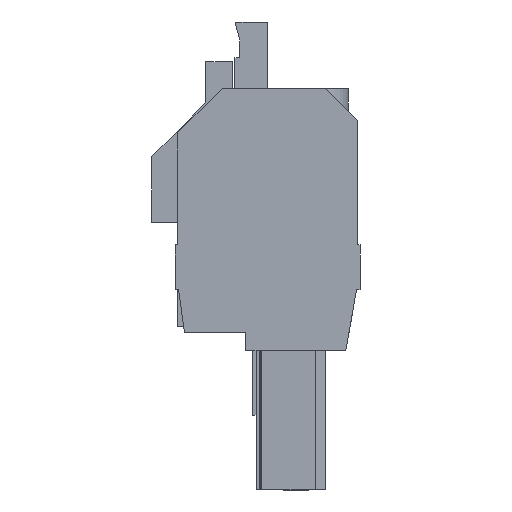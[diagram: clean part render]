
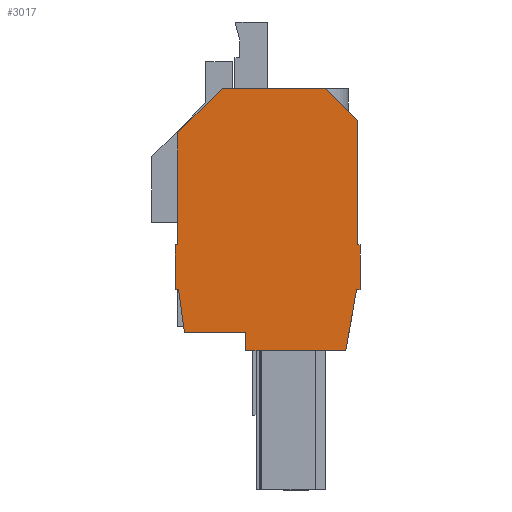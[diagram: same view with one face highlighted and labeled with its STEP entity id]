
A CAD part, left-side view. The second image highlights one B-rep face of the part: STEP entity #3017.
In plain terms, the highlighted planar face has unit normal (-1, 0, 0).
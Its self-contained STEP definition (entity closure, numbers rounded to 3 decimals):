
#2928=AXIS2_PLACEMENT_3D('Plane Axis2P3D',#2925,#2926,#2927) ;
#111=CARTESIAN_POINT('Vertex',(0.,20.3,27.3)) ;
#116=CARTESIAN_POINT('Line Origine',(0.,20.3,33.532)) ;
#120=CARTESIAN_POINT('Vertex',(0.,20.3,39.764)) ;
#247=CARTESIAN_POINT('Vertex',(0.,0.3,27.3)) ;
#494=CARTESIAN_POINT('Vertex',(0.,0.3,41.114)) ;
#497=CARTESIAN_POINT('Line Origine',(0.,0.3,34.207)) ;
#2265=CARTESIAN_POINT('Vertex',(0.,0.404,22.3)) ;
#2268=CARTESIAN_POINT('Line Origine',(0.,1.004,18.9)) ;
#2272=CARTESIAN_POINT('Vertex',(0.,1.603,15.5)) ;
#2323=CARTESIAN_POINT('Vertex',(0.,19.557,17.5)) ;
#2326=CARTESIAN_POINT('Line Origine',(0.,19.895,19.9)) ;
#2330=CARTESIAN_POINT('Vertex',(0.,20.232,22.3)) ;
#2790=CARTESIAN_POINT('Vertex',(0.,3.886,44.7)) ;
#2793=CARTESIAN_POINT('Line Origine',(0.,2.093,42.907)) ;
#2925=CARTESIAN_POINT('Axis2P3D Location',(0.,0.,0.)) ;
#2930=CARTESIAN_POINT('Line Origine',(0.,20.6,24.8)) ;
#2934=CARTESIAN_POINT('Vertex',(0.,20.6,27.3)) ;
#2936=CARTESIAN_POINT('Vertex',(0.,20.6,22.3)) ;
#2939=CARTESIAN_POINT('Line Origine',(0.,20.416,22.3)) ;
#2944=CARTESIAN_POINT('Line Origine',(0.,16.14,17.5)) ;
#2948=CARTESIAN_POINT('Vertex',(0.,12.723,17.5)) ;
#2951=CARTESIAN_POINT('Line Origine',(0.,12.723,16.5)) ;
#2955=CARTESIAN_POINT('Vertex',(0.,12.723,15.5)) ;
#2958=CARTESIAN_POINT('Line Origine',(0.,7.163,15.5)) ;
#2963=CARTESIAN_POINT('Line Origine',(0.,0.202,22.3)) ;
#2967=CARTESIAN_POINT('Vertex',(0.,0.,22.3)) ;
#2970=CARTESIAN_POINT('Line Origine',(0.,0.,24.8)) ;
#2974=CARTESIAN_POINT('Vertex',(0.,0.,27.3)) ;
#2977=CARTESIAN_POINT('Line Origine',(0.,0.15,27.3)) ;
#2982=CARTESIAN_POINT('Line Origine',(0.,9.625,44.7)) ;
#2986=CARTESIAN_POINT('Vertex',(0.,15.364,44.7)) ;
#2989=CARTESIAN_POINT('Line Origine',(0.,17.832,42.232)) ;
#2994=CARTESIAN_POINT('Line Origine',(0.,20.45,27.3)) ;
#117=DIRECTION('Vector Direction',(0.,0.,1.)) ;
#498=DIRECTION('Vector Direction',(0.,0.,-1.)) ;
#2269=DIRECTION('Vector Direction',(0.,0.174,-0.985)) ;
#2327=DIRECTION('Vector Direction',(0.,-0.139,-0.99)) ;
#2794=DIRECTION('Vector Direction',(0.,0.707,0.707)) ;
#2926=DIRECTION('Axis2P3D Direction',(-1.,0.,0.)) ;
#2927=DIRECTION('Axis2P3D XDirection',(0.,0.,1.)) ;
#2931=DIRECTION('Vector Direction',(0.,0.,-1.)) ;
#2940=DIRECTION('Vector Direction',(0.,-1.,0.)) ;
#2945=DIRECTION('Vector Direction',(0.,-1.,0.)) ;
#2952=DIRECTION('Vector Direction',(0.,0.,-1.)) ;
#2959=DIRECTION('Vector Direction',(0.,-1.,0.)) ;
#2964=DIRECTION('Vector Direction',(0.,-1.,0.)) ;
#2971=DIRECTION('Vector Direction',(0.,0.,1.)) ;
#2978=DIRECTION('Vector Direction',(0.,1.,0.)) ;
#2983=DIRECTION('Vector Direction',(0.,1.,0.)) ;
#2990=DIRECTION('Vector Direction',(0.,0.707,-0.707)) ;
#2995=DIRECTION('Vector Direction',(0.,1.,0.)) ;
#118=VECTOR('Line Direction',#117,1.) ;
#499=VECTOR('Line Direction',#498,1.) ;
#2270=VECTOR('Line Direction',#2269,1.) ;
#2328=VECTOR('Line Direction',#2327,1.) ;
#2795=VECTOR('Line Direction',#2794,1.) ;
#2932=VECTOR('Line Direction',#2931,1.) ;
#2941=VECTOR('Line Direction',#2940,1.) ;
#2946=VECTOR('Line Direction',#2945,1.) ;
#2953=VECTOR('Line Direction',#2952,1.) ;
#2960=VECTOR('Line Direction',#2959,1.) ;
#2965=VECTOR('Line Direction',#2964,1.) ;
#2972=VECTOR('Line Direction',#2971,1.) ;
#2979=VECTOR('Line Direction',#2978,1.) ;
#2984=VECTOR('Line Direction',#2983,1.) ;
#2991=VECTOR('Line Direction',#2990,1.) ;
#2996=VECTOR('Line Direction',#2995,1.) ;
#3000=ORIENTED_EDGE('',*,*,#2938,.T.) ;
#3001=ORIENTED_EDGE('',*,*,#2943,.T.) ;
#3002=ORIENTED_EDGE('',*,*,#2332,.T.) ;
#3003=ORIENTED_EDGE('',*,*,#2950,.T.) ;
#3004=ORIENTED_EDGE('',*,*,#2957,.T.) ;
#3005=ORIENTED_EDGE('',*,*,#2962,.T.) ;
#3006=ORIENTED_EDGE('',*,*,#2274,.T.) ;
#3007=ORIENTED_EDGE('',*,*,#2969,.T.) ;
#3008=ORIENTED_EDGE('',*,*,#2976,.T.) ;
#3009=ORIENTED_EDGE('',*,*,#2981,.T.) ;
#3010=ORIENTED_EDGE('',*,*,#501,.T.) ;
#3011=ORIENTED_EDGE('',*,*,#2797,.T.) ;
#3012=ORIENTED_EDGE('',*,*,#2988,.T.) ;
#3013=ORIENTED_EDGE('',*,*,#2993,.T.) ;
#3014=ORIENTED_EDGE('',*,*,#122,.T.) ;
#3015=ORIENTED_EDGE('',*,*,#2998,.T.) ;
#3017=ADVANCED_FACE('housing',(#3016),#2929,.T.) ;
#122=EDGE_CURVE('',#121,#112,#119,.F.) ;
#501=EDGE_CURVE('',#248,#495,#500,.F.) ;
#2274=EDGE_CURVE('',#2273,#2266,#2271,.F.) ;
#2332=EDGE_CURVE('',#2331,#2324,#2329,.T.) ;
#2797=EDGE_CURVE('',#495,#2791,#2796,.T.) ;
#2938=EDGE_CURVE('',#2935,#2937,#2933,.T.) ;
#2943=EDGE_CURVE('',#2937,#2331,#2942,.T.) ;
#2950=EDGE_CURVE('',#2324,#2949,#2947,.T.) ;
#2957=EDGE_CURVE('',#2949,#2956,#2954,.T.) ;
#2962=EDGE_CURVE('',#2956,#2273,#2961,.T.) ;
#2969=EDGE_CURVE('',#2266,#2968,#2966,.T.) ;
#2976=EDGE_CURVE('',#2968,#2975,#2973,.T.) ;
#2981=EDGE_CURVE('',#2975,#248,#2980,.T.) ;
#2988=EDGE_CURVE('',#2791,#2987,#2985,.T.) ;
#2993=EDGE_CURVE('',#2987,#121,#2992,.T.) ;
#2998=EDGE_CURVE('',#112,#2935,#2997,.T.) ;
#2999=EDGE_LOOP('',(#3000,#3001,#3002,#3003,#3004,#3005,#3006,#3007,#3008,#3009,#3010,#3011,#3012,#3013,#3014,#3015)) ;
#3016=FACE_OUTER_BOUND('',#2999,.T.) ;
#119=LINE('Line',#116,#118) ;
#500=LINE('Line',#497,#499) ;
#2271=LINE('Line',#2268,#2270) ;
#2329=LINE('Line',#2326,#2328) ;
#2796=LINE('Line',#2793,#2795) ;
#2933=LINE('Line',#2930,#2932) ;
#2942=LINE('Line',#2939,#2941) ;
#2947=LINE('Line',#2944,#2946) ;
#2954=LINE('Line',#2951,#2953) ;
#2961=LINE('Line',#2958,#2960) ;
#2966=LINE('Line',#2963,#2965) ;
#2973=LINE('Line',#2970,#2972) ;
#2980=LINE('Line',#2977,#2979) ;
#2985=LINE('Line',#2982,#2984) ;
#2992=LINE('Line',#2989,#2991) ;
#2997=LINE('Line',#2994,#2996) ;
#2929=PLANE('',#2928) ;
#112=VERTEX_POINT('',#111) ;
#121=VERTEX_POINT('',#120) ;
#248=VERTEX_POINT('',#247) ;
#495=VERTEX_POINT('',#494) ;
#2266=VERTEX_POINT('',#2265) ;
#2273=VERTEX_POINT('',#2272) ;
#2324=VERTEX_POINT('',#2323) ;
#2331=VERTEX_POINT('',#2330) ;
#2791=VERTEX_POINT('',#2790) ;
#2935=VERTEX_POINT('',#2934) ;
#2937=VERTEX_POINT('',#2936) ;
#2949=VERTEX_POINT('',#2948) ;
#2956=VERTEX_POINT('',#2955) ;
#2968=VERTEX_POINT('',#2967) ;
#2975=VERTEX_POINT('',#2974) ;
#2987=VERTEX_POINT('',#2986) ;
